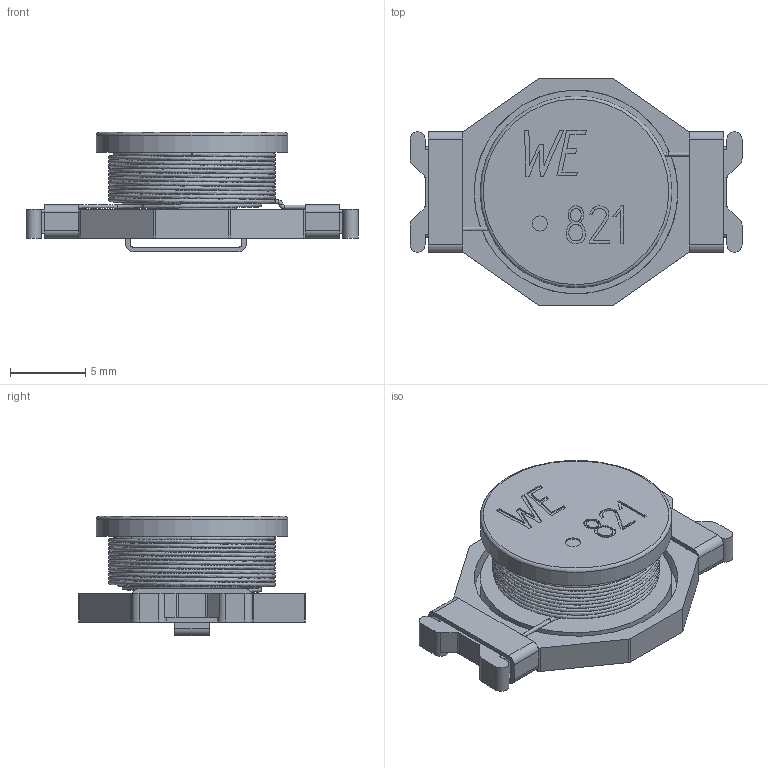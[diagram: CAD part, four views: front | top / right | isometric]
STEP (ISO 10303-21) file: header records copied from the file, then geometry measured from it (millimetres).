
FILE_DESCRIPTION( ( 'Unknown' ), '1' );
FILE_NAME( '74457282.stp', 'Unknown', ( 'Unknown' ), ( 'Unknown' ), 'XStep 1.0', 'Unknown', ' ' );
FILE_SCHEMA( ( 'automotive_design' ) );
Length unit declared in the file: millimetre
Products named in the file (4): Assem1; 74457282; L飆fl踄he
Bounding box: 22 x 15 x 7.9 mm (x, y, z)
Volume: 1528.7 mm3; surface area: 4599.5 mm2
Topology: 7 solids, 7 shells, 330 faces, 856 edges, 566 vertices
Faces by surface type: plane 202, cylinder 86, bspline 18, extrusion 16, torus 8
Full cylindrical faces by diameter (mm): 0.25 x4, 1 x2, 5.9 x2, 12.7 x4, 13.5 x2
Entity records: 9440 total; most frequent: CARTESIAN_POINT 5655, ORIENTED_EDGE 752, DIRECTION 671, EDGE_CURVE 376, VERTEX_POINT 261, AXIS2_PLACEMENT_3D 236, VECTOR 199, EDGE_LOOP 193
